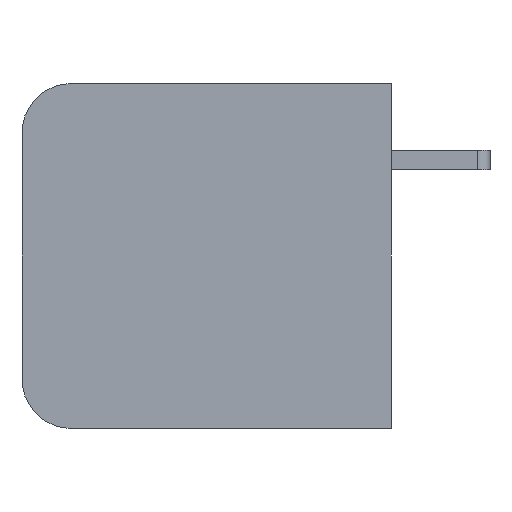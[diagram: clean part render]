
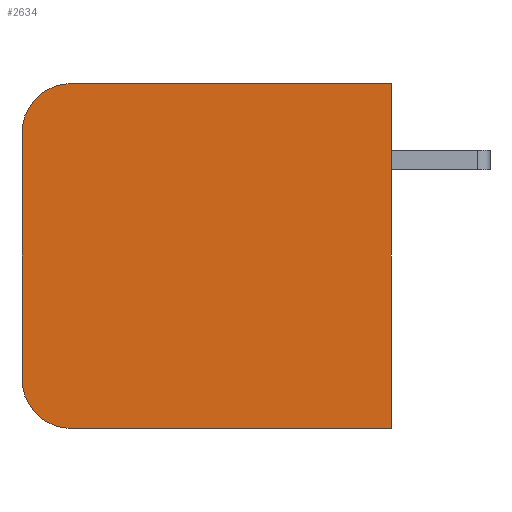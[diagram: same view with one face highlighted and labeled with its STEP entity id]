
A CAD part, left-side view. The second image highlights one B-rep face of the part: STEP entity #2634.
In plain terms, the highlighted planar face has unit normal (-1, 0, 0).
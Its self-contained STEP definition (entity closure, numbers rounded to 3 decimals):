
#65=CIRCLE('',#2766,2.);
#68=CIRCLE('',#2772,2.);
#162=FACE_OUTER_BOUND('',#310,.T.);
#310=EDGE_LOOP('',(#2007,#2008,#2009,#2010,#2011,#2012));
#445=LINE('',#3769,#775);
#479=LINE('',#3846,#809);
#521=LINE('',#3933,#851);
#549=LINE('',#4001,#879);
#775=VECTOR('',#3033,10.);
#809=VECTOR('',#3103,10.);
#851=VECTOR('',#3169,10.);
#879=VECTOR('',#3241,10.);
#1093=VERTEX_POINT('',#3745);
#1094=VERTEX_POINT('',#3747);
#1099=VERTEX_POINT('',#3763);
#1100=VERTEX_POINT('',#3765);
#1125=VERTEX_POINT('',#3845);
#1158=VERTEX_POINT('',#3931);
#1354=EDGE_CURVE('',#1093,#1094,#65,.T.);
#1363=EDGE_CURVE('',#1099,#1100,#68,.T.);
#1365=EDGE_CURVE('',#1094,#1099,#445,.T.);
#1403=EDGE_CURVE('',#1100,#1125,#479,.T.);
#1447=EDGE_CURVE('',#1158,#1093,#521,.T.);
#1481=EDGE_CURVE('',#1125,#1158,#549,.T.);
#2007=ORIENTED_EDGE('',*,*,#1354,.F.);
#2008=ORIENTED_EDGE('',*,*,#1447,.F.);
#2009=ORIENTED_EDGE('',*,*,#1481,.F.);
#2010=ORIENTED_EDGE('',*,*,#1403,.F.);
#2011=ORIENTED_EDGE('',*,*,#1363,.F.);
#2012=ORIENTED_EDGE('',*,*,#1365,.F.);
#2498=PLANE('',#2825);
#2634=ADVANCED_FACE('',(#162),#2498,.T.);
#2766=AXIS2_PLACEMENT_3D('',#3748,#3010,#3011);
#2772=AXIS2_PLACEMENT_3D('',#3766,#3028,#3029);
#2825=AXIS2_PLACEMENT_3D('',#4000,#3239,#3240);
#3010=DIRECTION('center_axis',(1.,0.,0.));
#3011=DIRECTION('ref_axis',(0.,0.707,-0.707));
#3028=DIRECTION('center_axis',(1.,0.,0.));
#3029=DIRECTION('ref_axis',(0.,0.707,0.707));
#3033=DIRECTION('',(0.,0.,1.));
#3103=DIRECTION('',(0.,-1.,0.));
#3169=DIRECTION('',(0.,1.,0.));
#3239=DIRECTION('center_axis',(-1.,0.,0.));
#3240=DIRECTION('ref_axis',(0.,-1.,0.));
#3241=DIRECTION('',(0.,0.,-1.));
#3745=CARTESIAN_POINT('',(-13.2,13.,-10.9));
#3747=CARTESIAN_POINT('',(-13.2,15.,-8.9));
#3748=CARTESIAN_POINT('Origin',(-13.2,13.,-8.9));
#3763=CARTESIAN_POINT('',(-13.2,15.,1.1));
#3765=CARTESIAN_POINT('',(-13.2,13.,3.1));
#3766=CARTESIAN_POINT('Origin',(-13.2,13.,1.1));
#3769=CARTESIAN_POINT('',(-13.2,15.,0.));
#3845=CARTESIAN_POINT('',(-13.2,0.,3.1));
#3846=CARTESIAN_POINT('',(-13.2,0.,3.1));
#3931=CARTESIAN_POINT('',(-13.2,0.,-10.9));
#3933=CARTESIAN_POINT('',(-13.2,0.,-10.9));
#4000=CARTESIAN_POINT('Origin',(-13.2,15.,0.));
#4001=CARTESIAN_POINT('',(-13.2,0.,0.));
